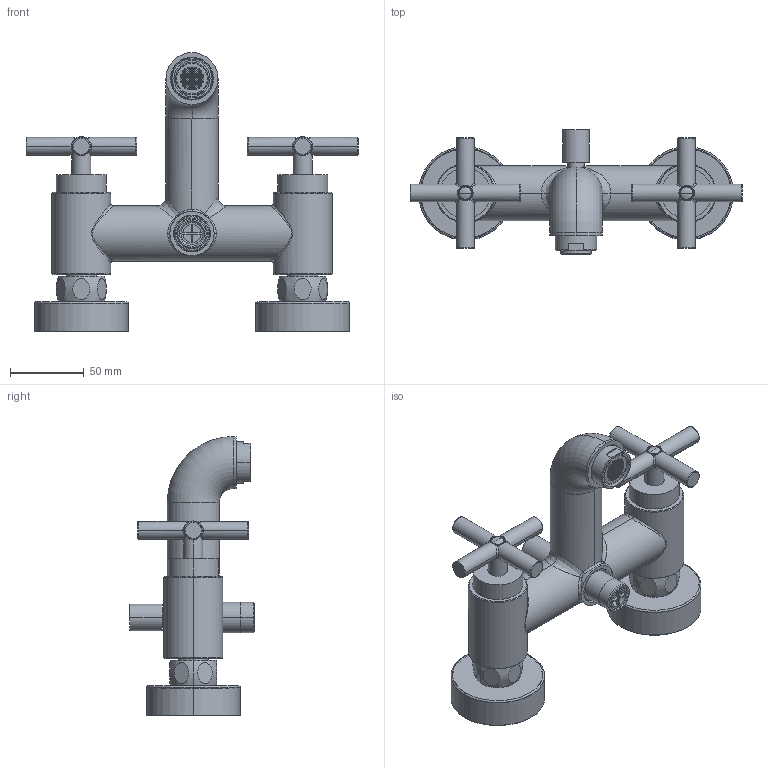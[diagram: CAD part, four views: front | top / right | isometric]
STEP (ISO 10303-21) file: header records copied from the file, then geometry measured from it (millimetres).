
FILE_DESCRIPTION((''),'2;1');
FILE_NAME('QTV022CR','2021-09-30T10:45:51',('ut3'),('PAFFONI SpA'),'CREO PARAMETRIC BY PTC INC, 2020044','CREO PARAMETRIC BY PTC INC, 2020044','');
FILE_SCHEMA(('CONFIG_CONTROL_DESIGN','SHAPE_APPEARANCE_LAYERS_GROUPS'));
Length unit declared in the file: millimetre
Products named in the file (1): QTV022CR
Bounding box: 225 x 84.61 x 189.05 mm (x, y, z)
Volume: 289375.9 mm3; surface area: 154044.9 mm2
Topology: 4 solids, 4 shells, 2614 faces, 7566 edges, 4908 vertices
Faces by surface type: plane 1960, cylinder 345, cone 138, bspline 85, torus 78, sphere 8
Entity records: 126963 total; most frequent: CARTESIAN_POINT 28523, ORIENTED_EDGE 15112, DIRECTION 13901, EDGE_CURVE 7556, VERTEX_POINT 4908, AXIS2_PLACEMENT_3D 4636, VECTOR 4629, LINE 4629
